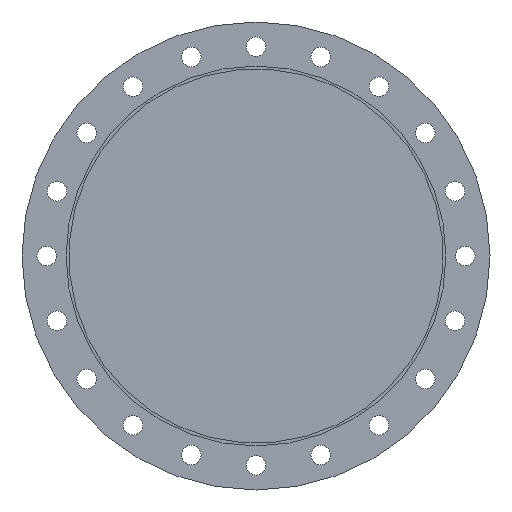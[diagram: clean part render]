
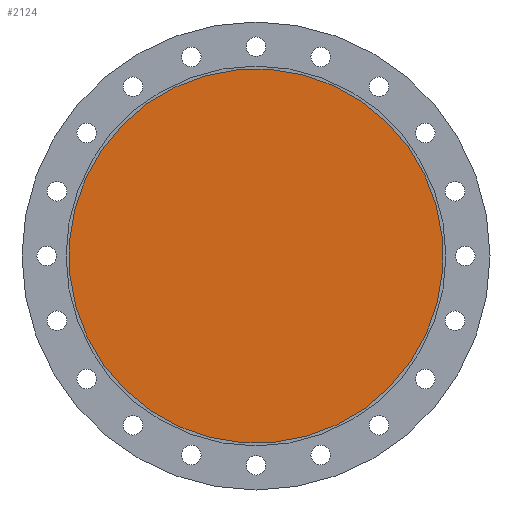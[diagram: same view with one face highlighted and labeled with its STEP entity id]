
A CAD part, front view. The second image highlights one B-rep face of the part: STEP entity #2124.
In plain terms, the highlighted planar face has unit normal (0, -1, 0).
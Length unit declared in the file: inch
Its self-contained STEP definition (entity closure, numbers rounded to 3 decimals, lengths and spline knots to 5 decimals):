
#159 = EDGE_LOOP ( 'NONE', ( #997, #2585 ) ) ;
#350 = CARTESIAN_POINT ( 'NONE',  ( -3.17835, -1.8193, 0.24136 ) ) ;
#442 = AXIS2_PLACEMENT_3D ( 'NONE', #1600, #1591, #1590 ) ;
#736 = CARTESIAN_POINT ( 'NONE',  ( 0., -1.8193, 0. ) ) ;
#737 = DIRECTION ( 'NONE',  ( 0., 1., 0. ) ) ;
#739 = DIRECTION ( 'NONE',  ( 0.997, 0., -0.076 ) ) ;
#994 = VERTEX_POINT ( 'NONE', #350 ) ;
#997 = ORIENTED_EDGE ( 'NONE', *, *, #1259, .F. ) ;
#1181 = VERTEX_POINT ( 'NONE', #2051 ) ;
#1259 = EDGE_CURVE ( 'NONE', #1181, #994, #2180, .T. ) ;
#1590 = DIRECTION ( 'NONE',  ( 1., 0., 0. ) ) ;
#1591 = DIRECTION ( 'NONE',  ( 0., -1., 0. ) ) ;
#1592 = PLANE ( 'NONE',  #442 ) ;
#1596 = FACE_OUTER_BOUND ( 'NONE', #159, .T. ) ;
#1600 = CARTESIAN_POINT ( 'NONE',  ( 0., -1.8193, 0. ) ) ;
#1653 = CARTESIAN_POINT ( 'NONE',  ( 0., -1.8193, 0. ) ) ;
#1654 = DIRECTION ( 'NONE',  ( 0., 1., 0. ) ) ;
#1690 = DIRECTION ( 'NONE',  ( 0.997, 0., -0.076 ) ) ;
#2051 = CARTESIAN_POINT ( 'NONE',  ( 3.17835, -1.8193, -0.24136 ) ) ;
#2088 = EDGE_CURVE ( 'NONE', #994, #1181, #2322, .T. ) ;
#2124 = ADVANCED_FACE ( 'NONE', ( #1596 ), #1592, .T. ) ;
#2180 = CIRCLE ( 'NONE', #2469, 3.1875 ) ;
#2311 = AXIS2_PLACEMENT_3D ( 'NONE', #1653, #1654, #1690 ) ;
#2322 = CIRCLE ( 'NONE', #2311, 3.1875 ) ;
#2469 = AXIS2_PLACEMENT_3D ( 'NONE', #736, #737, #739 ) ;
#2585 = ORIENTED_EDGE ( 'NONE', *, *, #2088, .F. ) ;
